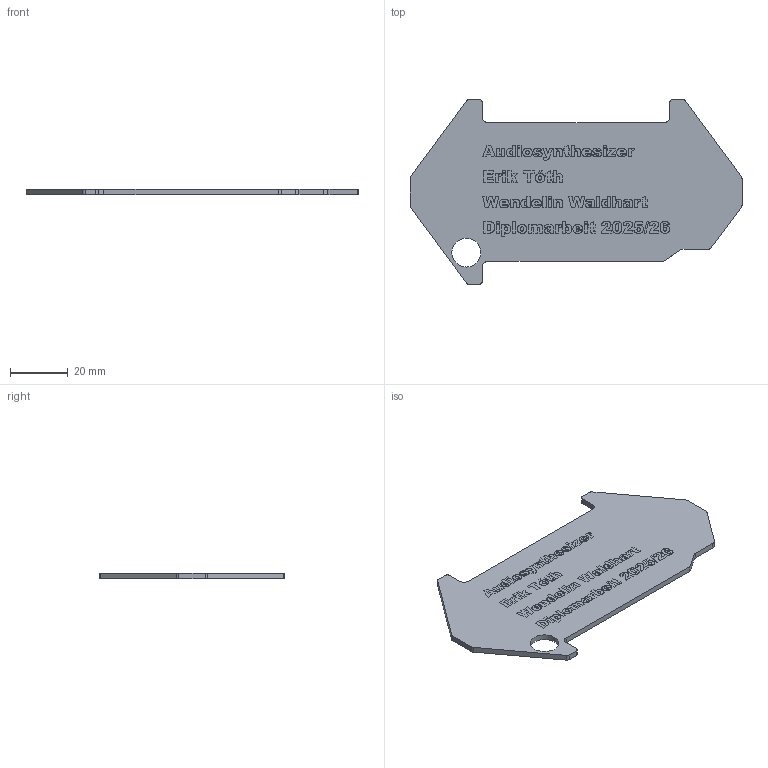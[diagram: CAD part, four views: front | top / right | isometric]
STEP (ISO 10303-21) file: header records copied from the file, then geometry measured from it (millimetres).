
FILE_DESCRIPTION(/* description */ (''),/* implementation_level */ '2;1');
FILE_NAME(/* name */ 'connection.stp',/* time_stamp */ '2026-03-19T18:47:51+01:00',/* author */ ('Wendelin'),/* organization */ (''),/* preprocessor_version */ 'ST-DEVELOPER v20',/* originating_system */ 'Autodesk Inventor 2024',/* authorisation */ '');
FILE_SCHEMA (('AUTOMOTIVE_DESIGN { 1 0 10303 214 3 1 1 }'));
Products named in the file (3): connection; connection_1; connection_text
Assembly tree (2 placements, depth 2):
  connection
    connection_1
    connection_text
Bounding box: 115 x 64 x 2 mm (x, y, z)
Volume: 10103.3 mm3; surface area: 12178.6 mm2
Topology: 67 solids, 67 shells, 1745 faces, 4575 edges, 3050 vertices
Faces by surface type: plane 996, bspline 732, cylinder 17
Full cylindrical faces by diameter (mm): 10 x1
Entity records: 56337 total; most frequent: CARTESIAN_POINT 18147, ORIENTED_EDGE 9150, DIRECTION 5181, EDGE_CURVE 4575, LINE 3077, VECTOR 3077, VERTEX_POINT 3050, EDGE_LOOP 1873
